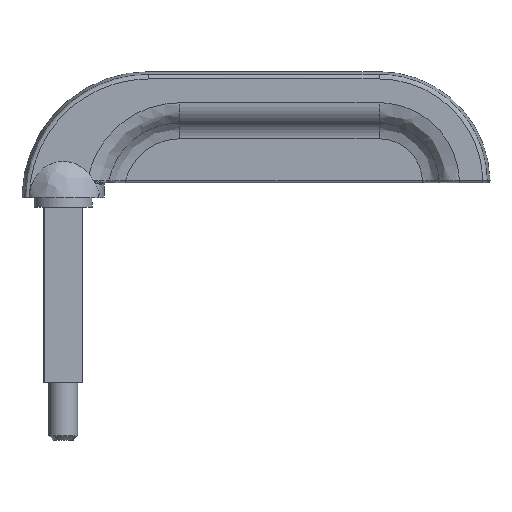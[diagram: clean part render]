
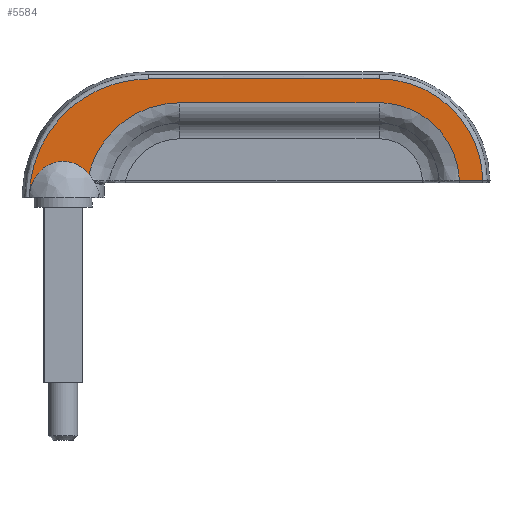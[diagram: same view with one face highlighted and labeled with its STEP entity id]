
A CAD part, left-side view. The second image highlights one B-rep face of the part: STEP entity #5584.
In plain terms, the highlighted planar face has unit normal (-1, 0, 0).
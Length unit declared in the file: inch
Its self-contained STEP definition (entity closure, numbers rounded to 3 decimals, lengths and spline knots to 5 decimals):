
#350=PLANE('',#5997);
#694=B_SPLINE_CURVE_WITH_KNOTS('',3,(#9038,#9039,#9040,#9041,#9042,#9043,
#9044,#9045,#9046),.UNSPECIFIED.,.F.,.F.,(4,1,1,1,1,1,4),(0.,0.61931,
1.23862,2.16758,2.47723,3.09654,4.05519),
 .UNSPECIFIED.);
#697=B_SPLINE_CURVE_WITH_KNOTS('',3,(#9174,#9175,#9176,#9177,#9178,#9179,
#9180,#9181),.UNSPECIFIED.,.F.,.F.,(4,1,1,1,1,4),(0.08505,0.65826,
1.23146,2.37787,3.52427,4.09748),
 .UNSPECIFIED.);
#698=B_SPLINE_CURVE_WITH_KNOTS('',3,(#9185,#9186,#9187,#9188,#9189,#9190,
#9191),.UNSPECIFIED.,.F.,.F.,(4,1,1,1,4),(-5.33073,-4.57986,
-3.0781,-1.57635,-0.07621),.UNSPECIFIED.);
#699=B_SPLINE_CURVE_WITH_KNOTS('',3,(#9193,#9194,#9195,#9196),
 .UNSPECIFIED.,.F.,.F.,(4,4),(-7.5438,0.),.UNSPECIFIED.);
#700=B_SPLINE_CURVE_WITH_KNOTS('',3,(#9198,#9199,#9200,#9201,#9202,#9203,
#9204),.UNSPECIFIED.,.F.,.F.,(4,1,1,1,4),(0.00046,0.87377,
2.62132,4.36887,6.11642),.UNSPECIFIED.);
#701=B_SPLINE_CURVE_WITH_KNOTS('',3,(#9208,#9209,#9210,#9211,#9212,#9213,
#9214,#9215,#9216,#9217,#9218,#9219,#9220,#9221,#9222,#9223,#9224,#9225,
#9226,#9227,#9228,#9229),.UNSPECIFIED.,.F.,.F.,(4,2,2,2,2,2,2,2,2,2,4),
(1.60421,1.65018,1.80754,1.9649,2.1272,
2.2895,2.46735,2.64521,2.85865,3.07951,
3.30037),.UNSPECIFIED.);
#702=B_SPLINE_CURVE_WITH_KNOTS('',3,(#9230,#9231,#9232,#9233,#9234,#9235,
#9236,#9237,#9238,#9239,#9240,#9241),.UNSPECIFIED.,.F.,.F.,(4,2,2,2,2,4),
(3.30037,3.52123,3.74208,3.95553,4.13338,
4.22274),.UNSPECIFIED.);
#973=FACE_OUTER_BOUND('',#1343,.T.);
#1343=EDGE_LOOP('',(#4113,#4114,#4115,#4116,#4117,#4118,#4119,#4120,#4121,
#4122));
#1717=LINE('',#8831,#2207);
#1721=LINE('',#9206,#2211);
#1722=LINE('',#9242,#2212);
#2207=VECTOR('',#6588,0.3937);
#2211=VECTOR('',#6618,0.3937);
#2212=VECTOR('',#6619,0.31);
#2750=VERTEX_POINT('',#8813);
#2752=VERTEX_POINT('',#8827);
#2763=VERTEX_POINT('',#9035);
#2764=VERTEX_POINT('',#9037);
#2768=VERTEX_POINT('',#9173);
#2769=VERTEX_POINT('',#9184);
#2770=VERTEX_POINT('',#9192);
#2771=VERTEX_POINT('',#9197);
#2772=VERTEX_POINT('',#9205);
#2773=VERTEX_POINT('',#9207);
#3227=EDGE_CURVE('',#2750,#2752,#1717,.T.);
#3244=EDGE_CURVE('',#2763,#2764,#694,.T.);
#3252=EDGE_CURVE('',#2752,#2768,#697,.T.);
#3254=EDGE_CURVE('',#2769,#2750,#698,.T.);
#3255=EDGE_CURVE('',#2770,#2769,#699,.T.);
#3256=EDGE_CURVE('',#2771,#2770,#700,.T.);
#3257=EDGE_CURVE('',#2771,#2772,#1721,.T.);
#3258=EDGE_CURVE('',#2772,#2773,#701,.T.);
#3259=EDGE_CURVE('',#2773,#2764,#702,.T.);
#3260=EDGE_CURVE('',#2768,#2763,#1722,.T.);
#4113=ORIENTED_EDGE('',*,*,#3227,.F.);
#4114=ORIENTED_EDGE('',*,*,#3254,.F.);
#4115=ORIENTED_EDGE('',*,*,#3255,.F.);
#4116=ORIENTED_EDGE('',*,*,#3256,.F.);
#4117=ORIENTED_EDGE('',*,*,#3257,.T.);
#4118=ORIENTED_EDGE('',*,*,#3258,.T.);
#4119=ORIENTED_EDGE('',*,*,#3259,.T.);
#4120=ORIENTED_EDGE('',*,*,#3244,.F.);
#4121=ORIENTED_EDGE('',*,*,#3260,.F.);
#4122=ORIENTED_EDGE('',*,*,#3252,.F.);
#5584=ADVANCED_FACE('',(#973),#350,.F.);
#5997=AXIS2_PLACEMENT_3D('',#9183,#6616,#6617);
#6588=DIRECTION('',(0.,1.,0.));
#6616=DIRECTION('center_axis',(1.,0.,0.));
#6617=DIRECTION('ref_axis',(0.,0.,-1.));
#6618=DIRECTION('',(0.,-1.,0.));
#6619=DIRECTION('',(0.,1.,0.));
#8813=CARTESIAN_POINT('',(-0.31,-5.40581,0.225));
#8827=CARTESIAN_POINT('',(-0.31,-5.10534,0.225));
#8831=CARTESIAN_POINT('',(-0.31,-1.48713,0.225));
#9035=CARTESIAN_POINT('',(-0.31,-1.502,1.22349));
#9037=CARTESIAN_POINT('',(-0.31,-0.33351,0.30075));
#9038=CARTESIAN_POINT('Ctrl Pts',(-0.31,-1.502,1.22349));
#9039=CARTESIAN_POINT('Ctrl Pts',(-0.31,-1.42073,1.22349));
#9040=CARTESIAN_POINT('Ctrl Pts',(-0.31,-1.25609,1.2065));
#9041=CARTESIAN_POINT('Ctrl Pts',(-0.31,-0.98265,1.12033));
#9042=CARTESIAN_POINT('Ctrl Pts',(-0.31,-0.77162,0.98731));
#9043=CARTESIAN_POINT('Ctrl Pts',(-0.31,-0.59544,0.81787));
#9044=CARTESIAN_POINT('Ctrl Pts',(-0.31,-0.44258,0.61754));
#9045=CARTESIAN_POINT('Ctrl Pts',(-0.31,-0.36277,0.4235));
#9046=CARTESIAN_POINT('Ctrl Pts',(-0.31,-0.33355,0.30087));
#9173=CARTESIAN_POINT('',(-0.31,-4.07,1.22349));
#9174=CARTESIAN_POINT('Ctrl Pts',(-0.31,-5.10534,0.225));
#9175=CARTESIAN_POINT('Ctrl Pts',(-0.31,-5.10263,0.30035));
#9176=CARTESIAN_POINT('Ctrl Pts',(-0.31,-5.08032,0.4519));
#9177=CARTESIAN_POINT('Ctrl Pts',(-0.31,-4.9719,0.73591));
#9178=CARTESIAN_POINT('Ctrl Pts',(-0.31,-4.72378,1.0344));
#9179=CARTESIAN_POINT('Ctrl Pts',(-0.31,-4.37321,1.19861));
#9180=CARTESIAN_POINT('Ctrl Pts',(-0.31,-4.14522,1.22349));
#9181=CARTESIAN_POINT('Ctrl Pts',(-0.31,-4.07,1.22349));
#9183=CARTESIAN_POINT('Origin',(-0.31,-2.44426,0.75489));
#9184=CARTESIAN_POINT('',(-0.31,-4.07,1.53115));
#9185=CARTESIAN_POINT('Ctrl Pts',(-0.31,-4.07,1.53115));
#9186=CARTESIAN_POINT('Ctrl Pts',(-0.31,-4.16854,1.53115));
#9187=CARTESIAN_POINT('Ctrl Pts',(-0.31,-4.46426,1.49858));
#9188=CARTESIAN_POINT('Ctrl Pts',(-0.31,-4.92054,1.28247));
#9189=CARTESIAN_POINT('Ctrl Pts',(-0.31,-5.30411,0.81357));
#9190=CARTESIAN_POINT('Ctrl Pts',(-0.31,-5.40139,0.42182));
#9191=CARTESIAN_POINT('Ctrl Pts',(-0.31,-5.40581,0.225));
#9192=CARTESIAN_POINT('',(-0.31,-1.1,1.53115));
#9193=CARTESIAN_POINT('Ctrl Pts',(-0.31,-1.1,1.53115));
#9194=CARTESIAN_POINT('Ctrl Pts',(-0.31,-2.09,1.53115));
#9195=CARTESIAN_POINT('Ctrl Pts',(-0.31,-3.08,1.53115));
#9196=CARTESIAN_POINT('Ctrl Pts',(-0.31,-4.07,1.53115));
#9197=CARTESIAN_POINT('',(-0.31,0.43614,0.));
#9198=CARTESIAN_POINT('Ctrl Pts',(-0.31,0.43614,0.));
#9199=CARTESIAN_POINT('Ctrl Pts',(-0.31,0.43576,0.11461));
#9200=CARTESIAN_POINT('Ctrl Pts',(-0.31,0.39632,0.45855));
#9201=CARTESIAN_POINT('Ctrl Pts',(-0.31,0.1402,0.9876));
#9202=CARTESIAN_POINT('Ctrl Pts',(-0.31,-0.41213,1.42679));
#9203=CARTESIAN_POINT('Ctrl Pts',(-0.31,-0.87066,1.53115));
#9204=CARTESIAN_POINT('Ctrl Pts',(-0.31,-1.1,1.53115));
#9205=CARTESIAN_POINT('',(-0.31,0.42988,0.));
#9206=CARTESIAN_POINT('',(-0.31,0.53,0.));
#9207=CARTESIAN_POINT('',(-0.31,0.,0.468));
#9208=CARTESIAN_POINT('Ctrl Pts',(-0.31,0.42988,0.));
#9209=CARTESIAN_POINT('Ctrl Pts',(-0.31,0.43014,0.00632));
#9210=CARTESIAN_POINT('Ctrl Pts',(-0.31,0.43026,0.01252));
#9211=CARTESIAN_POINT('Ctrl Pts',(-0.31,0.43026,0.0392));
#9212=CARTESIAN_POINT('Ctrl Pts',(-0.31,0.42878,0.06183));
#9213=CARTESIAN_POINT('Ctrl Pts',(-0.31,0.42234,0.10659));
#9214=CARTESIAN_POINT('Ctrl Pts',(-0.31,0.41738,0.12872));
#9215=CARTESIAN_POINT('Ctrl Pts',(-0.31,0.40555,0.16897));
#9216=CARTESIAN_POINT('Ctrl Pts',(-0.31,0.39746,0.19091));
#9217=CARTESIAN_POINT('Ctrl Pts',(-0.31,0.37785,0.23321));
#9218=CARTESIAN_POINT('Ctrl Pts',(-0.31,0.36634,0.25357));
#9219=CARTESIAN_POINT('Ctrl Pts',(-0.31,0.34177,0.29084));
#9220=CARTESIAN_POINT('Ctrl Pts',(-0.31,0.32611,0.31112));
#9221=CARTESIAN_POINT('Ctrl Pts',(-0.31,0.29142,0.34854));
#9222=CARTESIAN_POINT('Ctrl Pts',(-0.31,0.27239,0.36569));
#9223=CARTESIAN_POINT('Ctrl Pts',(-0.31,0.2317,0.39701));
#9224=CARTESIAN_POINT('Ctrl Pts',(-0.31,0.20312,0.4147));
#9225=CARTESIAN_POINT('Ctrl Pts',(-0.31,0.15178,0.43946));
#9226=CARTESIAN_POINT('Ctrl Pts',(-0.31,0.12194,0.45036));
#9227=CARTESIAN_POINT('Ctrl Pts',(-0.31,0.06055,0.46463));
#9228=CARTESIAN_POINT('Ctrl Pts',(-0.31,0.02898,0.468));
#9229=CARTESIAN_POINT('Ctrl Pts',(-0.31,0.,0.468));
#9230=CARTESIAN_POINT('Ctrl Pts',(-0.31,0.,0.468));
#9231=CARTESIAN_POINT('Ctrl Pts',(-0.31,-0.02898,0.468));
#9232=CARTESIAN_POINT('Ctrl Pts',(-0.31,-0.06055,0.46463));
#9233=CARTESIAN_POINT('Ctrl Pts',(-0.31,-0.12194,0.45036));
#9234=CARTESIAN_POINT('Ctrl Pts',(-0.31,-0.15178,0.43946));
#9235=CARTESIAN_POINT('Ctrl Pts',(-0.31,-0.20312,0.4147));
#9236=CARTESIAN_POINT('Ctrl Pts',(-0.31,-0.2317,0.39701));
#9237=CARTESIAN_POINT('Ctrl Pts',(-0.31,-0.27239,0.36569));
#9238=CARTESIAN_POINT('Ctrl Pts',(-0.31,-0.29142,0.34854));
#9239=CARTESIAN_POINT('Ctrl Pts',(-0.31,-0.31748,0.32043));
#9240=CARTESIAN_POINT('Ctrl Pts',(-0.31,-0.32579,0.31065));
#9241=CARTESIAN_POINT('Ctrl Pts',(-0.31,-0.33351,0.30075));
#9242=CARTESIAN_POINT('',(-0.31,-2.11521,1.22349));
